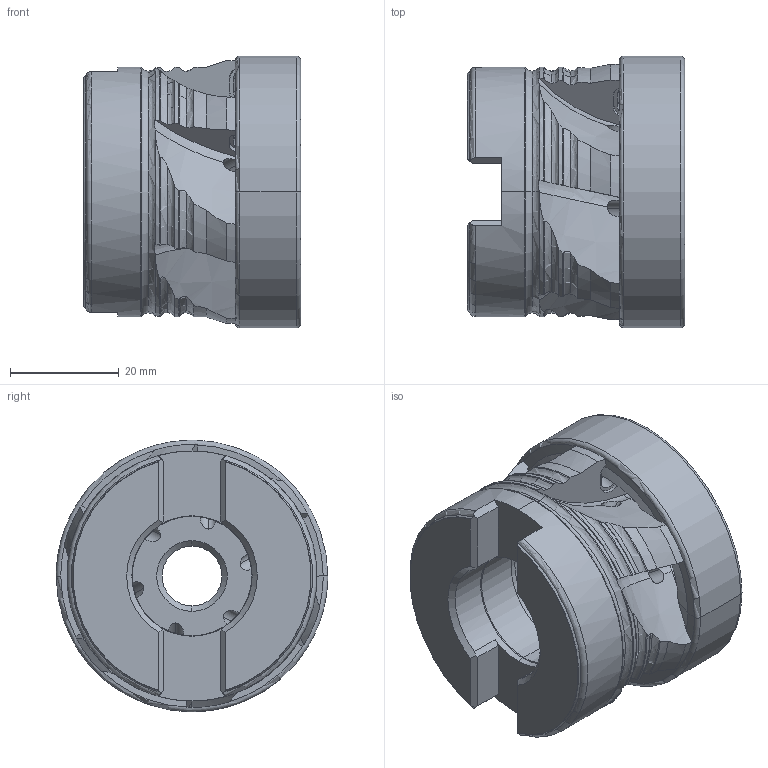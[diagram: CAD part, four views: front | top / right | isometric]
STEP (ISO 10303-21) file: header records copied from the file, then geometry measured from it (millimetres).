
FILE_DESCRIPTION (( 'STEP AP214' ), '1' );
FILE_NAME ('90PP-050-75-6.STEP', '2012-11-07T09:15:29', ( '' ), ( '' ), 'SwSTEP 2.0', 'SolidWorks 2012', '' );
FILE_SCHEMA (( 'AUTOMOTIVE_DESIGN' ));
Length unit declared in the file: millimetre
Products named in the file (1): 90PP-050-75-6
Bounding box: 40 x 50 x 50 mm (x, y, z)
Volume: 48148 mm3; surface area: 14794.9 mm2
Topology: 1 solids, 1 shells, 326 faces, 1001 edges, 655 vertices
Faces by surface type: cylinder 91, plane 90, torus 81, cone 58, bspline 6
Entity records: 12751 total; most frequent: CARTESIAN_POINT 4181, ORIENTED_EDGE 2002, DIRECTION 1489, EDGE_CURVE 1001, VERTEX_POINT 655, AXIS2_PLACEMENT_3D 626, B_SPLINE_CURVE_WITH_KNOTS 371, EDGE_LOOP 330
